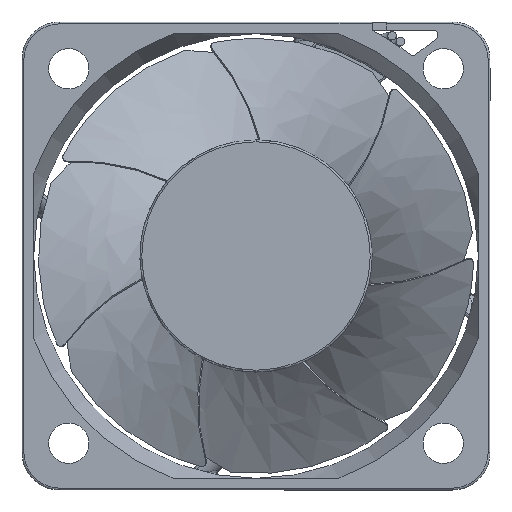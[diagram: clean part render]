
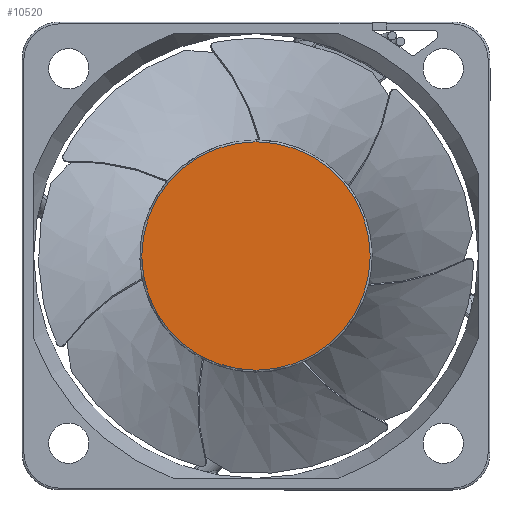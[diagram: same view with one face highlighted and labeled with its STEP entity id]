
A CAD part, front view. The second image highlights one B-rep face of the part: STEP entity #10520.
In plain terms, the highlighted planar face has unit normal (0, -1, 0).
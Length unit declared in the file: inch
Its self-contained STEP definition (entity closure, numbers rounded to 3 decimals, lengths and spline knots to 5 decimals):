
#1756 = DIRECTION ( 'NONE',  ( 0., -1., 0. ) ) ;
#1933 = DIRECTION ( 'NONE',  ( 0., 0., -1. ) ) ;
#1987 = VERTEX_POINT ( 'NONE', #13206 ) ;
#5587 = AXIS2_PLACEMENT_3D ( 'NONE', #6993, #7095, #1933 ) ;
#6993 = CARTESIAN_POINT ( 'NONE',  ( 0., -0.2874, 0. ) ) ;
#7095 = DIRECTION ( 'NONE',  ( 0., -1., 0. ) ) ;
#7851 = DIRECTION ( 'NONE',  ( 0., -1., 0. ) ) ;
#8316 = DIRECTION ( 'NONE',  ( 0., 0., -1. ) ) ;
#9271 = AXIS2_PLACEMENT_3D ( 'NONE', #14497, #7851, #20917 ) ;
#9912 = FACE_OUTER_BOUND ( 'NONE', #20249, .T. ) ;
#10087 = EDGE_CURVE ( 'NONE', #17421, #1987, #15434, .T. ) ;
#10520 = ADVANCED_FACE ( 'NONE', ( #9912 ), #20261, .T. ) ;
#13206 = CARTESIAN_POINT ( 'NONE',  ( 0., -0.2874, 0.48031 ) ) ;
#14489 = ORIENTED_EDGE ( 'NONE', *, *, #17431, .T. ) ;
#14497 = CARTESIAN_POINT ( 'NONE',  ( 0., -0.2874, 0. ) ) ;
#15016 = ORIENTED_EDGE ( 'NONE', *, *, #10087, .T. ) ;
#15251 = CARTESIAN_POINT ( 'NONE',  ( 0., -0.2874, -0.48031 ) ) ;
#15434 = CIRCLE ( 'NONE', #9271, 0.48031 ) ;
#15531 = CIRCLE ( 'NONE', #5587, 0.48031 ) ;
#16466 = CARTESIAN_POINT ( 'NONE',  ( -0.82677, -0.2874, 0.82677 ) ) ;
#17421 = VERTEX_POINT ( 'NONE', #15251 ) ;
#17431 = EDGE_CURVE ( 'NONE', #1987, #17421, #15531, .T. ) ;
#17867 = AXIS2_PLACEMENT_3D ( 'NONE', #16466, #1756, #8316 ) ;
#20249 = EDGE_LOOP ( 'NONE', ( #15016, #14489 ) ) ;
#20261 = PLANE ( 'NONE',  #17867 ) ;
#20917 = DIRECTION ( 'NONE',  ( 0., 0., -1. ) ) ;
